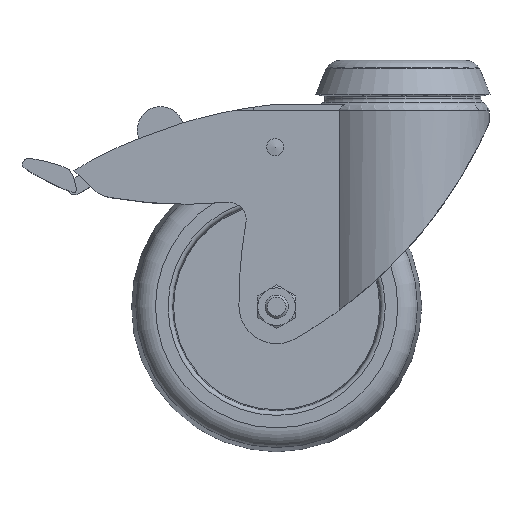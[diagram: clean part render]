
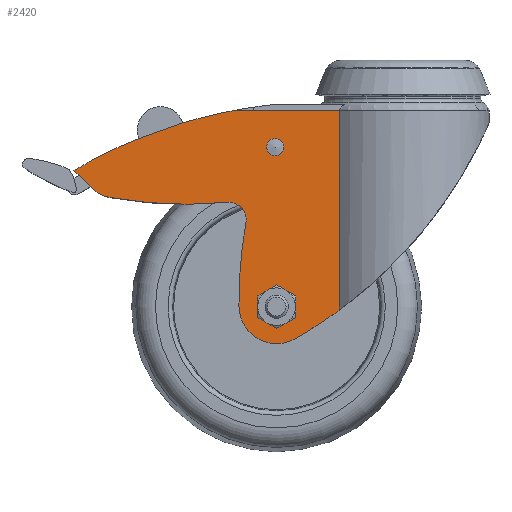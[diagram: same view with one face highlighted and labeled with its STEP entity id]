
A CAD part, top view. The second image highlights one B-rep face of the part: STEP entity #2420.
In plain terms, the highlighted face is planar.
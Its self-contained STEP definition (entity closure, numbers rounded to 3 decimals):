
#1095=CARTESIAN_POINT('',(24.769,-88.187,-20.25));
#1096=VERTEX_POINT('',#1095);
#1119=CARTESIAN_POINT('',(21.897,-86.127,-20.25));
#1120=VERTEX_POINT('',#1119);
#1130=CARTESIAN_POINT('',(116.608,42.85,-20.25));
#1131=DIRECTION('',(0.0,0.0,1.0));
#1132=DIRECTION('',(1.0,0.0,0.0));
#1133=AXIS2_PLACEMENT_3D('',#1130,#1131,#1132);
#1134=CIRCLE('',#1133,160.016);
#1135=EDGE_CURVE('',#1096,#1120,#1134,.F.);
#1525=CARTESIAN_POINT('',(58.856,-17.5,-20.25));
#1526=VERTEX_POINT('',#1525);
#1535=CARTESIAN_POINT('',(21.897,-17.5,-20.25));
#1536=VERTEX_POINT('',#1535);
#1537=CARTESIAN_POINT('',(58.856,-17.5,-20.25));
#1538=DIRECTION('',(-1.0,0.0,0.0));
#1539=VECTOR('',#1538,36.959);
#1540=LINE('',#1537,#1539);
#1541=EDGE_CURVE('',#1526,#1536,#1540,.T.);
#2139=CARTESIAN_POINT('',(75.85,-21.675,-20.25));
#2140=VERTEX_POINT('',#2139);
#2147=CARTESIAN_POINT('',(26.85,-184.46,-20.25));
#2148=DIRECTION('',(0.0,0.0,1.0));
#2149=DIRECTION('',(1.0,0.0,0.0));
#2150=AXIS2_PLACEMENT_3D('',#2147,#2148,#2149);
#2151=CIRCLE('',#2150,170.);
#2152=EDGE_CURVE('',#1526,#2140,#2151,.F.);
#2243=CARTESIAN_POINT('',(113.5,-17.5,-20.25));
#2244=DIRECTION('',(0.0,0.0,1.0));
#2245=DIRECTION('',(1.0,0.0,0.0));
#2246=AXIS2_PLACEMENT_3D('',#2243,#2244,#2245);
#2247=PLANE('',#2246);
#2248=ORIENTED_EDGE('',*,*,#1541,.F.);
#2249=ORIENTED_EDGE('',*,*,#2152,.T.);
#2250=CARTESIAN_POINT('',(91.791,-27.372,-20.25));
#2251=VERTEX_POINT('',#2250);
#2252=CARTESIAN_POINT('',(91.791,-27.372,-20.25));
#2253=DIRECTION('',(-0.942,0.337,0.0));
#2254=VECTOR('',#2253,16.929);
#2255=LINE('',#2252,#2254);
#2256=EDGE_CURVE('',#2251,#2140,#2255,.T.);
#2257=ORIENTED_EDGE('',*,*,#2256,.F.);
#2258=CARTESIAN_POINT('',(108.491,-35.201,-20.25));
#2259=VERTEX_POINT('',#2258);
#2260=CARTESIAN_POINT('',(28.086,-184.984,-20.25));
#2261=DIRECTION('',(0.0,0.0,1.0));
#2262=DIRECTION('',(1.0,0.0,0.0));
#2263=AXIS2_PLACEMENT_3D('',#2260,#2261,#2262);
#2264=CIRCLE('',#2263,170.);
#2265=EDGE_CURVE('',#2251,#2259,#2264,.F.);
#2266=ORIENTED_EDGE('',*,*,#2265,.T.);
#2267=CARTESIAN_POINT('',(109.5,-35.904,-20.25));
#2268=VERTEX_POINT('',#2267);
#2269=CARTESIAN_POINT('',(109.5,-35.904,-20.25));
#2270=DIRECTION('',(-0.821,0.572,0.0));
#2271=VECTOR('',#2270,1.23);
#2272=LINE('',#2269,#2271);
#2273=EDGE_CURVE('',#2268,#2259,#2272,.T.);
#2274=ORIENTED_EDGE('',*,*,#2273,.F.);
#2275=CARTESIAN_POINT('',(113.345,-38.109,-20.25));
#2276=VERTEX_POINT('',#2275);
#2277=CARTESIAN_POINT('',(26.85,-184.46,-20.25));
#2278=DIRECTION('',(0.0,0.0,1.0));
#2279=DIRECTION('',(1.0,0.0,0.0));
#2280=AXIS2_PLACEMENT_3D('',#2277,#2278,#2279);
#2281=CIRCLE('',#2280,170.);
#2282=EDGE_CURVE('',#2268,#2276,#2281,.F.);
#2283=ORIENTED_EDGE('',*,*,#2282,.T.);
#2284=CARTESIAN_POINT('',(107.635,-43.674,-20.25));
#2285=VERTEX_POINT('',#2284);
#2286=CARTESIAN_POINT('',(107.635,-43.674,-20.25));
#2287=DIRECTION('',(0.716,0.698,0.0));
#2288=VECTOR('',#2287,7.973);
#2289=LINE('',#2286,#2288);
#2290=EDGE_CURVE('',#2285,#2276,#2289,.T.);
#2291=ORIENTED_EDGE('',*,*,#2290,.F.);
#2292=CARTESIAN_POINT('',(100.875,-47.393,-20.25));
#2293=VERTEX_POINT('',#2292);
#2294=CARTESIAN_POINT('',(98.778,-35.578,-20.25));
#2295=DIRECTION('',(0.0,0.0,1.0));
#2296=DIRECTION('',(1.0,0.0,0.0));
#2297=AXIS2_PLACEMENT_3D('',#2294,#2295,#2296);
#2298=CIRCLE('',#2297,12.);
#2299=EDGE_CURVE('',#2285,#2293,#2298,.F.);
#2300=ORIENTED_EDGE('',*,*,#2299,.T.);
#2301=CARTESIAN_POINT('',(60.564,-49.037,-20.25));
#2302=VERTEX_POINT('',#2301);
#2303=CARTESIAN_POINT('',(74.663,100.299,-20.25));
#2304=DIRECTION('',(0.0,0.0,1.0));
#2305=DIRECTION('',(1.0,0.0,0.0));
#2306=AXIS2_PLACEMENT_3D('',#2303,#2304,#2305);
#2307=CIRCLE('',#2306,150.);
#2308=EDGE_CURVE('',#2293,#2302,#2307,.F.);
#2309=ORIENTED_EDGE('',*,*,#2308,.T.);
#2310=CARTESIAN_POINT('',(54.09,-56.048,-20.25));
#2311=VERTEX_POINT('',#2310);
#2312=CARTESIAN_POINT('',(60.,-55.01,-20.25));
#2313=DIRECTION('',(0.0,0.0,1.0));
#2314=DIRECTION('',(1.0,0.0,0.0));
#2315=AXIS2_PLACEMENT_3D('',#2312,#2313,#2314);
#2316=CIRCLE('',#2315,6.);
#2317=EDGE_CURVE('',#2311,#2302,#2316,.F.);
#2318=ORIENTED_EDGE('',*,*,#2317,.F.);
#2319=CARTESIAN_POINT('',(56.5,-84.786,-20.25));
#2320=VERTEX_POINT('',#2319);
#2321=CARTESIAN_POINT('',(-103.497,-83.729,-20.25));
#2322=DIRECTION('',(0.0,0.0,1.0));
#2323=DIRECTION('',(1.0,0.0,0.0));
#2324=AXIS2_PLACEMENT_3D('',#2321,#2322,#2323);
#2325=CIRCLE('',#2324,160.0);
#2326=EDGE_CURVE('',#2311,#2320,#2325,.F.);
#2327=ORIENTED_EDGE('',*,*,#2326,.T.);
#2328=CARTESIAN_POINT('',(37.035,-95.979,-20.25));
#2329=VERTEX_POINT('',#2328);
#2330=CARTESIAN_POINT('',(43.5,-84.7,-20.25));
#2331=DIRECTION('',(0.0,0.0,1.0));
#2332=DIRECTION('',(1.0,0.0,0.0));
#2333=AXIS2_PLACEMENT_3D('',#2330,#2331,#2332);
#2334=CIRCLE('',#2333,13.0);
#2335=EDGE_CURVE('',#2320,#2329,#2334,.F.);
#2336=ORIENTED_EDGE('',*,*,#2335,.T.);
#2337=CARTESIAN_POINT('',(116.599,42.836,-20.25));
#2338=DIRECTION('',(0.0,0.0,1.0));
#2339=DIRECTION('',(1.0,0.0,0.0));
#2340=AXIS2_PLACEMENT_3D('',#2337,#2338,#2339);
#2341=CIRCLE('',#2340,160.);
#2342=EDGE_CURVE('',#2329,#1096,#2341,.F.);
#2343=ORIENTED_EDGE('',*,*,#2342,.T.);
#2344=ORIENTED_EDGE('',*,*,#1135,.T.);
#2345=CARTESIAN_POINT('',(21.897,-17.5,-20.25));
#2346=DIRECTION('',(0.0,-1.0,0.0));
#2347=VECTOR('',#2346,68.627);
#2348=LINE('',#2345,#2347);
#2349=EDGE_CURVE('',#1536,#1120,#2348,.T.);
#2350=ORIENTED_EDGE('',*,*,#2349,.F.);
#2351=EDGE_LOOP('',(#2248,#2249,#2257,#2266,#2274,#2283,#2291,#2300,#2309,#2318,#2327,#2336,#2343,#2344,#2350));
#2352=FACE_OUTER_BOUND('',#2351,.T.);
#2353=CARTESIAN_POINT('',(40.25,-90.629,-20.25));
#2354=VERTEX_POINT('',#2353);
#2355=CARTESIAN_POINT('',(37.0,-85.0,-20.25));
#2356=VERTEX_POINT('',#2355);
#2357=CARTESIAN_POINT('',(43.5,-85.0,-20.25));
#2358=DIRECTION('',(0.0,0.0,-1.0));
#2359=DIRECTION('',(-1.0,0.0,0.0));
#2360=AXIS2_PLACEMENT_3D('',#2357,#2358,#2359);
#2361=CIRCLE('',#2360,6.5);
#2362=EDGE_CURVE('',#2354,#2356,#2361,.T.);
#2363=ORIENTED_EDGE('',*,*,#2362,.F.);
#2364=CARTESIAN_POINT('',(46.75,-90.629,-20.25));
#2365=VERTEX_POINT('',#2364);
#2366=CARTESIAN_POINT('',(43.5,-85.0,-20.25));
#2367=DIRECTION('',(0.0,0.0,-1.0));
#2368=DIRECTION('',(-1.0,0.0,0.0));
#2369=AXIS2_PLACEMENT_3D('',#2366,#2367,#2368);
#2370=CIRCLE('',#2369,6.5);
#2371=EDGE_CURVE('',#2365,#2354,#2370,.T.);
#2372=ORIENTED_EDGE('',*,*,#2371,.F.);
#2373=CARTESIAN_POINT('',(50.0,-85.0,-20.25));
#2374=VERTEX_POINT('',#2373);
#2375=CARTESIAN_POINT('',(43.5,-85.0,-20.25));
#2376=DIRECTION('',(0.0,0.0,-1.0));
#2377=DIRECTION('',(-1.0,0.0,0.0));
#2378=AXIS2_PLACEMENT_3D('',#2375,#2376,#2377);
#2379=CIRCLE('',#2378,6.5);
#2380=EDGE_CURVE('',#2374,#2365,#2379,.T.);
#2381=ORIENTED_EDGE('',*,*,#2380,.F.);
#2382=CARTESIAN_POINT('',(46.75,-79.371,-20.25));
#2383=VERTEX_POINT('',#2382);
#2384=CARTESIAN_POINT('',(43.5,-85.0,-20.25));
#2385=DIRECTION('',(0.0,0.0,-1.0));
#2386=DIRECTION('',(-1.0,0.0,0.0));
#2387=AXIS2_PLACEMENT_3D('',#2384,#2385,#2386);
#2388=CIRCLE('',#2387,6.5);
#2389=EDGE_CURVE('',#2383,#2374,#2388,.T.);
#2390=ORIENTED_EDGE('',*,*,#2389,.F.);
#2391=CARTESIAN_POINT('',(40.25,-79.371,-20.25));
#2392=VERTEX_POINT('',#2391);
#2393=CARTESIAN_POINT('',(43.5,-85.0,-20.25));
#2394=DIRECTION('',(0.0,0.0,-1.0));
#2395=DIRECTION('',(-1.0,0.0,0.0));
#2396=AXIS2_PLACEMENT_3D('',#2393,#2394,#2395);
#2397=CIRCLE('',#2396,6.5);
#2398=EDGE_CURVE('',#2392,#2383,#2397,.T.);
#2399=ORIENTED_EDGE('',*,*,#2398,.F.);
#2400=CARTESIAN_POINT('',(43.5,-85.0,-20.25));
#2401=DIRECTION('',(0.0,0.0,-1.0));
#2402=DIRECTION('',(-1.0,0.0,0.0));
#2403=AXIS2_PLACEMENT_3D('',#2400,#2401,#2402);
#2404=CIRCLE('',#2403,6.5);
#2405=EDGE_CURVE('',#2356,#2392,#2404,.T.);
#2406=ORIENTED_EDGE('',*,*,#2405,.F.);
#2407=EDGE_LOOP('',(#2363,#2372,#2381,#2390,#2399,#2406));
#2408=FACE_BOUND('',#2407,.T.);
#2409=CARTESIAN_POINT('',(46.94,-30.0,-20.25));
#2410=VERTEX_POINT('',#2409);
#2411=CARTESIAN_POINT('',(44.0,-30.0,-20.25));
#2412=DIRECTION('',(0.0,0.0,1.0));
#2413=DIRECTION('',(1.0,0.0,0.0));
#2414=AXIS2_PLACEMENT_3D('',#2411,#2412,#2413);
#2415=CIRCLE('',#2414,2.94);
#2416=EDGE_CURVE('',#2410,#2410,#2415,.F.);
#2417=ORIENTED_EDGE('',*,*,#2416,.F.);
#2418=EDGE_LOOP('',(#2417));
#2419=FACE_BOUND('',#2418,.T.);
#2420=ADVANCED_FACE('',(#2352,#2408,#2419),#2247,.F.);
